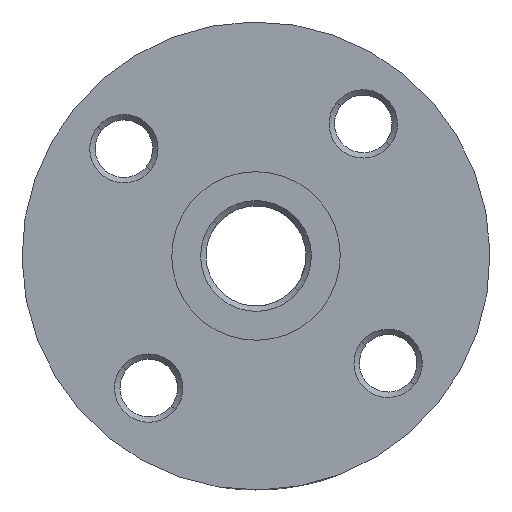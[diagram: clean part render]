
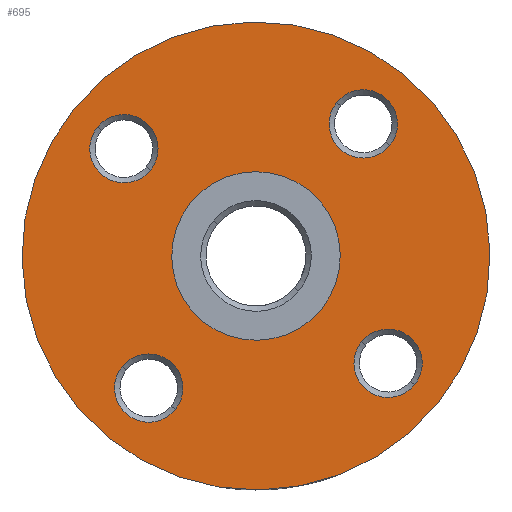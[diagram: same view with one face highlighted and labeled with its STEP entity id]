
A CAD part, left-side view. The second image highlights one B-rep face of the part: STEP entity #695.
In plain terms, the highlighted planar face has unit normal (-1, 0, 0).
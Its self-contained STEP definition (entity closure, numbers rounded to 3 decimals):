
#14=PLANE('',#761);
#18=FACE_BOUND('',#249,.T.);
#19=FACE_BOUND('',#250,.T.);
#20=FACE_BOUND('',#251,.T.);
#21=FACE_BOUND('',#252,.T.);
#22=FACE_BOUND('',#253,.T.);
#130=CIRCLE('',#736,1.607);
#132=CIRCLE('',#739,1.607);
#134=CIRCLE('',#742,1.607);
#138=CIRCLE('',#748,1.607);
#140=CIRCLE('',#757,3.962);
#142=CIRCLE('',#760,11.);
#143=CIRCLE('',#762,11.);
#144=CIRCLE('',#763,1.607);
#145=CIRCLE('',#764,1.607);
#146=CIRCLE('',#765,1.607);
#147=CIRCLE('',#766,1.607);
#148=CIRCLE('',#767,3.962);
#206=FACE_OUTER_BOUND('',#248,.T.);
#248=EDGE_LOOP('',(#524,#525));
#249=EDGE_LOOP('',(#526,#527));
#250=EDGE_LOOP('',(#528,#529));
#251=EDGE_LOOP('',(#530,#531));
#252=EDGE_LOOP('',(#532,#533));
#253=EDGE_LOOP('',(#534,#535));
#317=VERTEX_POINT('',#1155);
#318=VERTEX_POINT('',#1157);
#321=VERTEX_POINT('',#1164);
#322=VERTEX_POINT('',#1166);
#325=VERTEX_POINT('',#1173);
#326=VERTEX_POINT('',#1175);
#333=VERTEX_POINT('',#1191);
#334=VERTEX_POINT('',#1193);
#341=VERTEX_POINT('',#1259);
#342=VERTEX_POINT('',#1261);
#345=VERTEX_POINT('',#1268);
#346=VERTEX_POINT('',#1270);
#373=EDGE_CURVE('',#318,#317,#130,.T.);
#377=EDGE_CURVE('',#322,#321,#132,.T.);
#381=EDGE_CURVE('',#326,#325,#134,.T.);
#389=EDGE_CURVE('',#334,#333,#138,.T.);
#409=EDGE_CURVE('',#341,#342,#140,.T.);
#413=EDGE_CURVE('',#346,#345,#142,.T.);
#416=EDGE_CURVE('',#345,#346,#143,.T.);
#417=EDGE_CURVE('',#325,#326,#144,.T.);
#418=EDGE_CURVE('',#321,#322,#145,.T.);
#419=EDGE_CURVE('',#317,#318,#146,.T.);
#420=EDGE_CURVE('',#333,#334,#147,.T.);
#421=EDGE_CURVE('',#342,#341,#148,.T.);
#524=ORIENTED_EDGE('',*,*,#413,.T.);
#525=ORIENTED_EDGE('',*,*,#416,.T.);
#526=ORIENTED_EDGE('',*,*,#381,.T.);
#527=ORIENTED_EDGE('',*,*,#417,.T.);
#528=ORIENTED_EDGE('',*,*,#377,.T.);
#529=ORIENTED_EDGE('',*,*,#418,.T.);
#530=ORIENTED_EDGE('',*,*,#373,.T.);
#531=ORIENTED_EDGE('',*,*,#419,.T.);
#532=ORIENTED_EDGE('',*,*,#389,.T.);
#533=ORIENTED_EDGE('',*,*,#420,.T.);
#534=ORIENTED_EDGE('',*,*,#421,.F.);
#535=ORIENTED_EDGE('',*,*,#409,.F.);
#695=ADVANCED_FACE('',(#206,#18,#19,#20,#21,#22),#14,.T.);
#736=AXIS2_PLACEMENT_3D('',#1158,#853,#854);
#739=AXIS2_PLACEMENT_3D('',#1167,#861,#862);
#742=AXIS2_PLACEMENT_3D('',#1176,#869,#870);
#748=AXIS2_PLACEMENT_3D('',#1194,#885,#886);
#757=AXIS2_PLACEMENT_3D('',#1262,#918,#919);
#760=AXIS2_PLACEMENT_3D('',#1271,#926,#927);
#761=AXIS2_PLACEMENT_3D('',#1293,#929,#930);
#762=AXIS2_PLACEMENT_3D('',#1294,#931,#932);
#763=AXIS2_PLACEMENT_3D('',#1295,#933,#934);
#764=AXIS2_PLACEMENT_3D('',#1296,#935,#936);
#765=AXIS2_PLACEMENT_3D('',#1297,#937,#938);
#766=AXIS2_PLACEMENT_3D('',#1298,#939,#940);
#767=AXIS2_PLACEMENT_3D('',#1299,#941,#942);
#853=DIRECTION('center_axis',(1.,0.,0.));
#854=DIRECTION('ref_axis',(0.,0.776,0.63));
#861=DIRECTION('center_axis',(1.,0.,0.));
#862=DIRECTION('ref_axis',(0.,0.776,0.63));
#869=DIRECTION('center_axis',(1.,0.,0.));
#870=DIRECTION('ref_axis',(0.,0.776,0.63));
#885=DIRECTION('center_axis',(1.,0.,0.));
#886=DIRECTION('ref_axis',(0.,0.776,0.63));
#918=DIRECTION('center_axis',(-1.,0.,0.));
#919=DIRECTION('ref_axis',(0.,0.776,0.63));
#926=DIRECTION('center_axis',(-1.,0.,0.));
#927=DIRECTION('ref_axis',(0.,0.776,0.63));
#929=DIRECTION('center_axis',(-1.,0.,0.));
#930=DIRECTION('ref_axis',(0.,0.776,0.63));
#931=DIRECTION('center_axis',(-1.,0.,0.));
#932=DIRECTION('ref_axis',(0.,0.776,0.63));
#933=DIRECTION('center_axis',(1.,0.,0.));
#934=DIRECTION('ref_axis',(0.,0.776,0.63));
#935=DIRECTION('center_axis',(1.,0.,0.));
#936=DIRECTION('ref_axis',(0.,0.776,0.63));
#937=DIRECTION('center_axis',(1.,0.,0.));
#938=DIRECTION('ref_axis',(0.,0.776,0.63));
#939=DIRECTION('center_axis',(1.,0.,0.));
#940=DIRECTION('ref_axis',(0.,0.776,0.63));
#941=DIRECTION('center_axis',(-1.,0.,0.));
#942=DIRECTION('ref_axis',(0.,0.776,0.63));
#1155=CARTESIAN_POINT('',(34.863,17.557,-6.063));
#1157=CARTESIAN_POINT('',(34.863,20.051,-4.037));
#1158=CARTESIAN_POINT('Origin',(34.863,18.804,-5.05));
#1164=CARTESIAN_POINT('',(34.863,6.304,-4.896));
#1166=CARTESIAN_POINT('',(34.863,8.798,-2.871));
#1167=CARTESIAN_POINT('Origin',(34.863,7.551,-3.884));
#1173=CARTESIAN_POINT('',(34.863,5.137,-16.15));
#1175=CARTESIAN_POINT('',(34.863,7.631,-14.124));
#1176=CARTESIAN_POINT('Origin',(34.863,6.384,-15.137));
#1191=CARTESIAN_POINT('',(34.863,16.391,-17.316));
#1193=CARTESIAN_POINT('',(34.863,18.885,-15.291));
#1194=CARTESIAN_POINT('Origin',(34.863,17.638,-16.303));
#1259=CARTESIAN_POINT('',(34.863,15.67,-7.595));
#1261=CARTESIAN_POINT('',(34.863,9.518,-12.591));
#1262=CARTESIAN_POINT('Origin',(34.863,12.594,-10.093));
#1268=CARTESIAN_POINT('',(34.863,4.056,-17.028));
#1270=CARTESIAN_POINT('',(34.863,21.133,-3.159));
#1271=CARTESIAN_POINT('Origin',(34.863,12.594,-10.093));
#1293=CARTESIAN_POINT('Origin',(34.863,12.594,-10.093));
#1294=CARTESIAN_POINT('Origin',(34.863,12.594,-10.093));
#1295=CARTESIAN_POINT('Origin',(34.863,6.384,-15.137));
#1296=CARTESIAN_POINT('Origin',(34.863,7.551,-3.884));
#1297=CARTESIAN_POINT('Origin',(34.863,18.804,-5.05));
#1298=CARTESIAN_POINT('Origin',(34.863,17.638,-16.303));
#1299=CARTESIAN_POINT('Origin',(34.863,12.594,-10.093));
